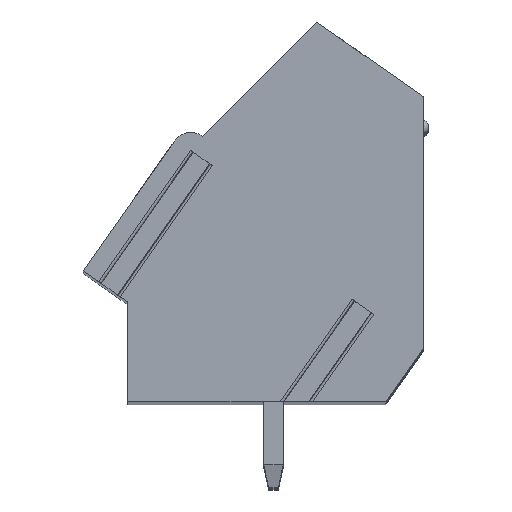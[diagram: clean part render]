
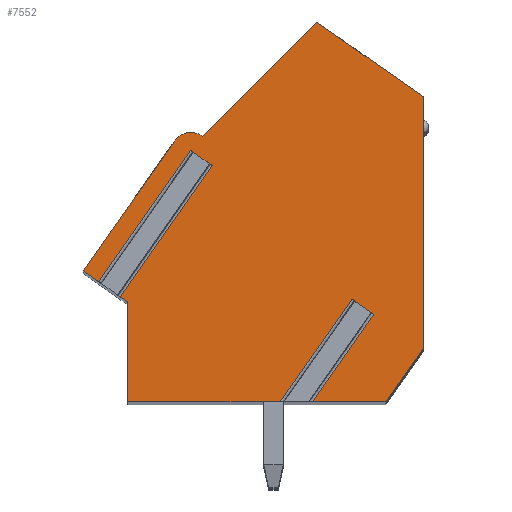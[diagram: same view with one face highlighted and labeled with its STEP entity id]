
A CAD part, top view. The second image highlights one B-rep face of the part: STEP entity #7552.
In plain terms, the highlighted planar face has unit normal (0, 0, 1).
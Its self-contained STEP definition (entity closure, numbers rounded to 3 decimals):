
#14=DIRECTION('',(-0.819,0.574,0.));
#15=VECTOR('',#14,1.085);
#16=CARTESIAN_POINT('',(4.498,-3.239,63.5));
#17=LINE('',#16,#15);
#18=DIRECTION('',(-0.574,-0.819,0.));
#19=VECTOR('',#18,5.115);
#20=CARTESIAN_POINT('',(3.61,-2.616,63.5));
#21=LINE('',#20,#19);
#22=DIRECTION('',(1.,0.,0.));
#23=VECTOR('',#22,6.246);
#24=CARTESIAN_POINT('',(-5.57,-6.807,63.5));
#25=LINE('',#24,#23);
#26=DIRECTION('',(0.,-1.,0.));
#27=VECTOR('',#26,4.087);
#28=CARTESIAN_POINT('',(-5.57,-2.72,63.5));
#29=LINE('',#28,#27);
#30=DIRECTION('',(0.819,-0.574,0.));
#31=VECTOR('',#30,0.355);
#32=CARTESIAN_POINT('',(-5.861,-2.516,63.5));
#33=LINE('',#32,#31);
#34=DIRECTION('',(-0.574,-0.819,0.));
#35=VECTOR('',#34,6.55);
#36=CARTESIAN_POINT('',(-2.104,2.849,63.5));
#37=LINE('',#36,#35);
#38=DIRECTION('',(-0.819,0.574,0.));
#39=VECTOR('',#38,1.085);
#40=CARTESIAN_POINT('',(-2.104,2.849,63.5));
#41=LINE('',#40,#39);
#42=DIRECTION('',(-0.574,-0.819,0.));
#43=VECTOR('',#42,6.55);
#44=CARTESIAN_POINT('',(-2.993,3.471,63.5));
#45=LINE('',#44,#43);
#46=DIRECTION('',(0.819,-0.574,0.));
#47=VECTOR('',#46,0.757);
#48=CARTESIAN_POINT('',(-7.37,-1.46,63.5));
#49=LINE('',#48,#47);
#50=DIRECTION('',(-0.574,-0.819,0.));
#51=VECTOR('',#50,6.486);
#52=CARTESIAN_POINT('',(-3.65,3.853,63.5));
#53=LINE('',#52,#51);
#54=CARTESIAN_POINT('',(-2.986,3.406,63.5));
#55=DIRECTION('',(0.,0.,1.));
#56=DIRECTION('',(0.598,0.802,0.));
#57=AXIS2_PLACEMENT_3D('',#54,#55,#56);
#59=DIRECTION('',(-0.707,-0.707,0.));
#60=VECTOR('',#59,6.609);
#61=CARTESIAN_POINT('',(2.165,8.721,63.5));
#62=LINE('',#61,#60);
#63=DIRECTION('',(-0.819,0.574,0.));
#64=VECTOR('',#63,5.329);
#65=CARTESIAN_POINT('',(6.53,5.664,63.5));
#66=LINE('',#65,#64);
#67=DIRECTION('',(0.,1.,0.));
#68=VECTOR('',#67,10.286);
#69=CARTESIAN_POINT('',(6.53,-4.622,63.5));
#70=LINE('',#69,#68);
#71=DIRECTION('',(0.574,0.819,0.));
#72=VECTOR('',#71,2.667);
#73=CARTESIAN_POINT('',(5.,-6.807,63.5));
#74=LINE('',#73,#72);
#75=DIRECTION('',(1.,0.,0.));
#76=VECTOR('',#75,3.);
#77=CARTESIAN_POINT('',(2.,-6.807,63.5));
#78=LINE('',#77,#76);
#79=DIRECTION('',(-0.574,-0.819,0.));
#80=VECTOR('',#79,4.355);
#81=CARTESIAN_POINT('',(4.498,-3.239,63.5));
#82=LINE('',#81,#80);
#5910=CARTESIAN_POINT('',(-2.508,4.048,63.5));
#5911=CARTESIAN_POINT('',(-3.65,3.853,63.5));
#5912=VERTEX_POINT('',#5910);
#5913=VERTEX_POINT('',#5911);
#5914=CARTESIAN_POINT('',(-7.37,-1.46,63.5));
#5915=VERTEX_POINT('',#5914);
#5916=CARTESIAN_POINT('',(-5.57,-2.72,63.5));
#5917=CARTESIAN_POINT('',(-5.57,-6.807,63.5));
#5918=VERTEX_POINT('',#5916);
#5919=VERTEX_POINT('',#5917);
#5920=CARTESIAN_POINT('',(5.,-6.807,63.5));
#5921=CARTESIAN_POINT('',(6.53,-4.622,63.5));
#5922=VERTEX_POINT('',#5920);
#5923=VERTEX_POINT('',#5921);
#5924=CARTESIAN_POINT('',(6.53,5.664,63.5));
#5925=VERTEX_POINT('',#5924);
#5926=CARTESIAN_POINT('',(2.165,8.721,63.5));
#5927=VERTEX_POINT('',#5926);
#6054=CARTESIAN_POINT('',(-2.104,2.849,63.5));
#6055=CARTESIAN_POINT('',(-2.993,3.471,63.5));
#6056=VERTEX_POINT('',#6054);
#6057=VERTEX_POINT('',#6055);
#6058=CARTESIAN_POINT('',(-5.861,-2.516,
63.5));
#6059=VERTEX_POINT('',#6058);
#6060=CARTESIAN_POINT('',(-6.75,-1.894,
63.5));
#6061=VERTEX_POINT('',#6060);
#6109=CARTESIAN_POINT('',(4.498,-3.239,63.5));
#6110=CARTESIAN_POINT('',(3.61,-2.616,63.5));
#6111=VERTEX_POINT('',#6109);
#6112=VERTEX_POINT('',#6110);
#6113=CARTESIAN_POINT('',(2.,-6.807,63.5));
#6114=VERTEX_POINT('',#6113);
#6115=CARTESIAN_POINT('',(0.676,-6.807,63.5));
#6116=VERTEX_POINT('',#6115);
#7511=CARTESIAN_POINT('',(0.,0.,63.5));
#7512=DIRECTION('',(0.,0.,1.));
#7513=DIRECTION('',(1.,0.,0.));
#7514=AXIS2_PLACEMENT_3D('',#7511,#7512,#7513);
#7515=PLANE('',#7514);
#7517=ORIENTED_EDGE('',*,*,#7516,.T.);
#7519=ORIENTED_EDGE('',*,*,#7518,.T.);
#7521=ORIENTED_EDGE('',*,*,#7520,.F.);
#7523=ORIENTED_EDGE('',*,*,#7522,.F.);
#7525=ORIENTED_EDGE('',*,*,#7524,.F.);
#7527=ORIENTED_EDGE('',*,*,#7526,.F.);
#7529=ORIENTED_EDGE('',*,*,#7528,.T.);
#7531=ORIENTED_EDGE('',*,*,#7530,.T.);
#7533=ORIENTED_EDGE('',*,*,#7532,.F.);
#7535=ORIENTED_EDGE('',*,*,#7534,.F.);
#7537=ORIENTED_EDGE('',*,*,#7536,.F.);
#7539=ORIENTED_EDGE('',*,*,#7538,.F.);
#7541=ORIENTED_EDGE('',*,*,#7540,.F.);
#7543=ORIENTED_EDGE('',*,*,#7542,.F.);
#7545=ORIENTED_EDGE('',*,*,#7544,.F.);
#7547=ORIENTED_EDGE('',*,*,#7546,.F.);
#7549=ORIENTED_EDGE('',*,*,#7548,.F.);
#7550=EDGE_LOOP('',(#7517,#7519,#7521,#7523,#7525,#7527,#7529,#7531,#7533,#7535,
#7537,#7539,#7541,#7543,#7545,#7547,#7549));
#7551=FACE_OUTER_BOUND('',#7550,.F.);
#58=CIRCLE('',#57,0.8);
#7516=EDGE_CURVE('',#6111,#6112,#17,.T.);
#7518=EDGE_CURVE('',#6112,#6116,#21,.T.);
#7520=EDGE_CURVE('',#5919,#6116,#25,.T.);
#7522=EDGE_CURVE('',#5918,#5919,#29,.T.);
#7524=EDGE_CURVE('',#6059,#5918,#33,.T.);
#7526=EDGE_CURVE('',#6056,#6059,#37,.T.);
#7528=EDGE_CURVE('',#6056,#6057,#41,.T.);
#7530=EDGE_CURVE('',#6057,#6061,#45,.T.);
#7532=EDGE_CURVE('',#5915,#6061,#49,.T.);
#7534=EDGE_CURVE('',#5913,#5915,#53,.T.);
#7536=EDGE_CURVE('',#5912,#5913,#58,.T.);
#7538=EDGE_CURVE('',#5927,#5912,#62,.T.);
#7540=EDGE_CURVE('',#5925,#5927,#66,.T.);
#7542=EDGE_CURVE('',#5923,#5925,#70,.T.);
#7544=EDGE_CURVE('',#5922,#5923,#74,.T.);
#7546=EDGE_CURVE('',#6114,#5922,#78,.T.);
#7548=EDGE_CURVE('',#6111,#6114,#82,.T.);
#7552=ADVANCED_FACE('',(#7551),#7515,.T.);
